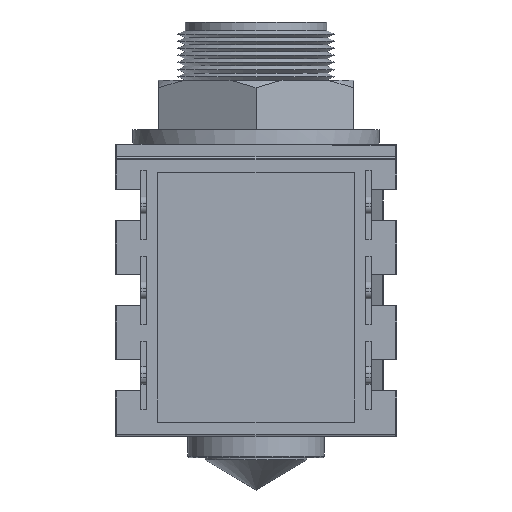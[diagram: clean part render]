
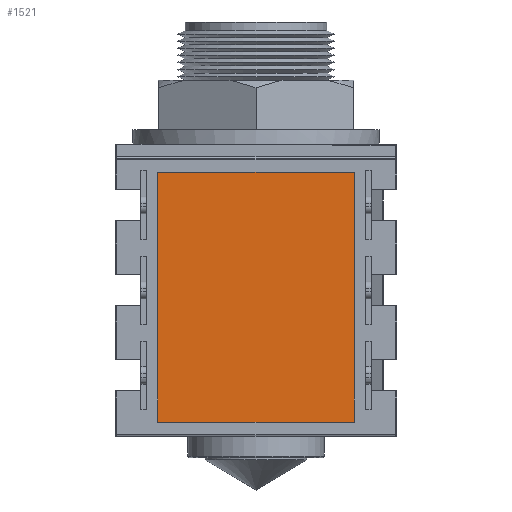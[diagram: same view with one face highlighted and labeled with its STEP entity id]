
A CAD part, front view. The second image highlights one B-rep face of the part: STEP entity #1521.
In plain terms, the highlighted planar face has unit normal (0, -1, 0).
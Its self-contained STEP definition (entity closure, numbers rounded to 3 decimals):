
#18 = ORIENTED_EDGE ( 'NONE', *, *, #8853, .T. ) ;
#878 = VERTEX_POINT ( 'NONE', #6606 ) ;
#1072 = LINE ( 'NONE', #1849, #1190 ) ;
#1190 = VECTOR ( 'NONE', #3484, 1000. ) ;
#1227 = LINE ( 'NONE', #7728, #1484 ) ;
#1271 = VERTEX_POINT ( 'NONE', #9472 ) ;
#1334 = AXIS2_PLACEMENT_3D ( 'NONE', #8227, #2508, #1804 ) ;
#1484 = VECTOR ( 'NONE', #10135, 1000. ) ;
#1521 = ADVANCED_FACE ( 'NONE', ( #6180 ), #7326, .T. ) ;
#1804 = DIRECTION ( 'NONE',  ( 1., 0., 0. ) ) ;
#1849 = CARTESIAN_POINT ( 'NONE',  ( -6.925, 2., 18.6 ) ) ;
#2259 = EDGE_CURVE ( 'NONE', #6706, #878, #4262, .T. ) ;
#2508 = DIRECTION ( 'NONE',  ( 0., -1., 0. ) ) ;
#2802 = CARTESIAN_POINT ( 'NONE',  ( 6.925, 2., 18.6 ) ) ;
#2817 = ORIENTED_EDGE ( 'NONE', *, *, #3071, .T. ) ;
#3071 = EDGE_CURVE ( 'NONE', #1271, #6706, #7105, .T. ) ;
#3331 = EDGE_CURVE ( 'NONE', #4845, #1271, #1072, .T. ) ;
#3484 = DIRECTION ( 'NONE',  ( -1., 0., 0. ) ) ;
#4097 = CARTESIAN_POINT ( 'NONE',  ( -6.925, 2., 18.6 ) ) ;
#4262 = LINE ( 'NONE', #8608, #10049 ) ;
#4845 = VERTEX_POINT ( 'NONE', #2802 ) ;
#6032 = DIRECTION ( 'NONE',  ( 1., 0., 0. ) ) ;
#6180 = FACE_OUTER_BOUND ( 'NONE', #9576, .T. ) ;
#6358 = CARTESIAN_POINT ( 'NONE',  ( -6.925, 2., 1. ) ) ;
#6606 = CARTESIAN_POINT ( 'NONE',  ( 6.925, 2., 1. ) ) ;
#6706 = VERTEX_POINT ( 'NONE', #6358 ) ;
#7105 = LINE ( 'NONE', #4097, #9102 ) ;
#7244 = DIRECTION ( 'NONE',  ( 0., 0., -1. ) ) ;
#7326 = PLANE ( 'NONE',  #1334 ) ;
#7728 = CARTESIAN_POINT ( 'NONE',  ( 6.925, 2., 18.6 ) ) ;
#8113 = ORIENTED_EDGE ( 'NONE', *, *, #2259, .T. ) ;
#8227 = CARTESIAN_POINT ( 'NONE',  ( 0., 2., 0. ) ) ;
#8608 = CARTESIAN_POINT ( 'NONE',  ( -6.925, 2., 1. ) ) ;
#8853 = EDGE_CURVE ( 'NONE', #878, #4845, #1227, .T. ) ;
#9102 = VECTOR ( 'NONE', #7244, 1000. ) ;
#9472 = CARTESIAN_POINT ( 'NONE',  ( -6.925, 2., 18.6 ) ) ;
#9576 = EDGE_LOOP ( 'NONE', ( #18, #9837, #2817, #8113 ) ) ;
#9837 = ORIENTED_EDGE ( 'NONE', *, *, #3331, .T. ) ;
#10049 = VECTOR ( 'NONE', #6032, 1000. ) ;
#10135 = DIRECTION ( 'NONE',  ( 0., 0., 1. ) ) ;
